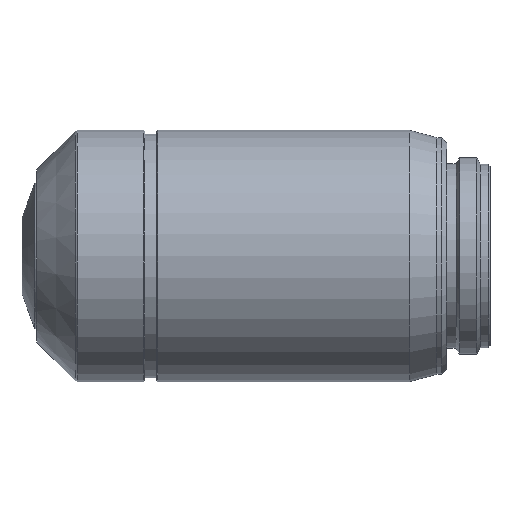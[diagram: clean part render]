
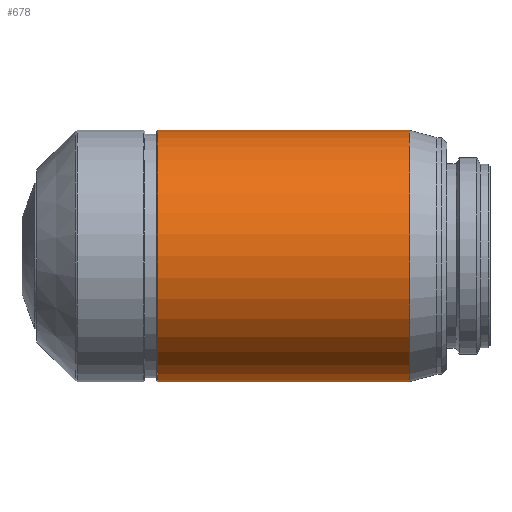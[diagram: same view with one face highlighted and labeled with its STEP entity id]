
A CAD part, top view. The second image highlights one B-rep face of the part: STEP entity #678.
In plain terms, the highlighted cylindrical face has radius 13 mm (diameter 26 mm), a partial arc.
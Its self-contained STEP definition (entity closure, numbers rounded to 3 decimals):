
#7 = VERTEX_POINT ( 'NONE', #480 ) ;
#13 = VECTOR ( 'NONE', #397, 1000. ) ;
#66 = CARTESIAN_POINT ( 'NONE',  ( 25.935, 0., 0. ) ) ;
#112 = DIRECTION ( 'NONE',  ( 0., -1., 0. ) ) ;
#146 = CARTESIAN_POINT ( 'NONE',  ( 25.935, -13., 0. ) ) ;
#283 = CARTESIAN_POINT ( 'NONE',  ( 12.885, 13., 0. ) ) ;
#296 = ORIENTED_EDGE ( 'NONE', *, *, #858, .T. ) ;
#307 = EDGE_CURVE ( 'NONE', #1265, #7, #697, .T. ) ;
#331 = DIRECTION ( 'NONE',  ( 0., -1., 0. ) ) ;
#397 = DIRECTION ( 'NONE',  ( 1., 0., 0. ) ) ;
#404 = ORIENTED_EDGE ( 'NONE', *, *, #1347, .T. ) ;
#422 = CARTESIAN_POINT ( 'NONE',  ( 38.986, -13., 0. ) ) ;
#470 = CYLINDRICAL_SURFACE ( 'NONE', #843, 13. ) ;
#480 = CARTESIAN_POINT ( 'NONE',  ( 38.986, 13., 0. ) ) ;
#494 = DIRECTION ( 'NONE',  ( 1., 0., 0. ) ) ;
#582 = FACE_OUTER_BOUND ( 'NONE', #1012, .T. ) ;
#658 = CARTESIAN_POINT ( 'NONE',  ( 12.885, 0., 0. ) ) ;
#678 = ADVANCED_FACE ( 'NONE', ( #582 ), #470, .T. ) ;
#697 = CIRCLE ( 'NONE', #976, 13. ) ;
#772 = CIRCLE ( 'NONE', #1281, 13. ) ;
#823 = ORIENTED_EDGE ( 'NONE', *, *, #307, .F. ) ;
#842 = CARTESIAN_POINT ( 'NONE',  ( 12.885, -13., 0. ) ) ;
#843 = AXIS2_PLACEMENT_3D ( 'NONE', #66, #494, #1066 ) ;
#858 = EDGE_CURVE ( 'NONE', #1230, #7, #1229, .T. ) ;
#892 = DIRECTION ( 'NONE',  ( 1., 0., 0. ) ) ;
#959 = VECTOR ( 'NONE', #892, 1000. ) ;
#976 = AXIS2_PLACEMENT_3D ( 'NONE', #1328, #1321, #331 ) ;
#1012 = EDGE_LOOP ( 'NONE', ( #296, #823, #1340, #404 ) ) ;
#1042 = EDGE_CURVE ( 'NONE', #1070, #1265, #1144, .T. ) ;
#1066 = DIRECTION ( 'NONE',  ( 0., 1., 0. ) ) ;
#1070 = VERTEX_POINT ( 'NONE', #842 ) ;
#1144 = LINE ( 'NONE', #146, #13 ) ;
#1221 = DIRECTION ( 'NONE',  ( 1., 0., 0. ) ) ;
#1229 = LINE ( 'NONE', #1330, #959 ) ;
#1230 = VERTEX_POINT ( 'NONE', #283 ) ;
#1265 = VERTEX_POINT ( 'NONE', #422 ) ;
#1281 = AXIS2_PLACEMENT_3D ( 'NONE', #658, #1221, #112 ) ;
#1321 = DIRECTION ( 'NONE',  ( 1., 0., 0. ) ) ;
#1328 = CARTESIAN_POINT ( 'NONE',  ( 38.986, 0., 0. ) ) ;
#1330 = CARTESIAN_POINT ( 'NONE',  ( 25.935, 13., 0. ) ) ;
#1340 = ORIENTED_EDGE ( 'NONE', *, *, #1042, .F. ) ;
#1347 = EDGE_CURVE ( 'NONE', #1070, #1230, #772, .T. ) ;
